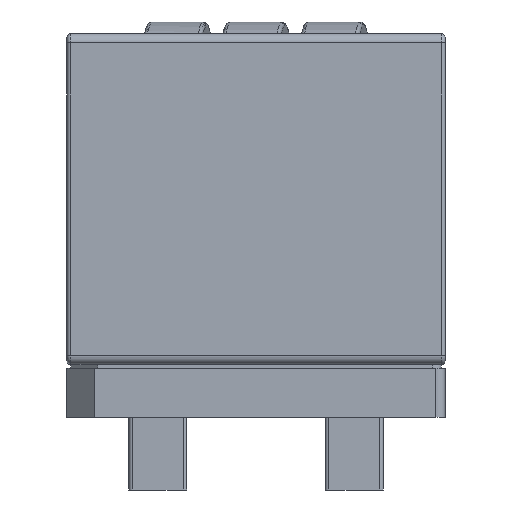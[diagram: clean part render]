
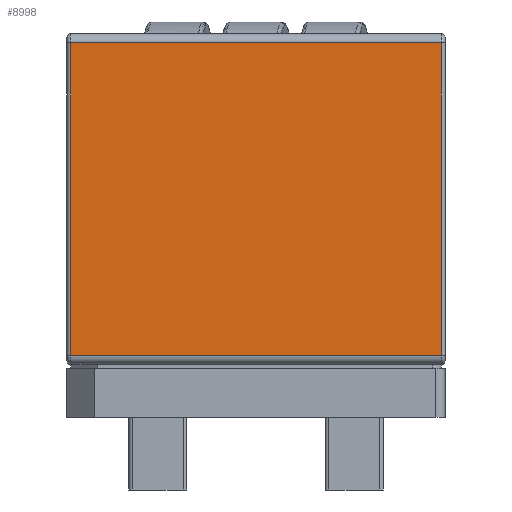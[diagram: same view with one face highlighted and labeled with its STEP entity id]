
A CAD part, left-side view. The second image highlights one B-rep face of the part: STEP entity #8998.
In plain terms, the highlighted planar face has unit normal (-1, 0, 0).
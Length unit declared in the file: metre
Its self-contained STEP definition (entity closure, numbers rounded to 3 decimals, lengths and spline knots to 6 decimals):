
#837=PLANE('',#9351);
#1077=LINE('',#11941,#1674);
#1360=LINE('',#14281,#1957);
#1361=LINE('',#14283,#1958);
#1362=LINE('',#14285,#1959);
#1674=VECTOR('',#9884,1.);
#1957=VECTOR('',#10489,1.);
#1958=VECTOR('',#10490,1.);
#1959=VECTOR('',#10491,1.);
#3317=ORIENTED_EDGE('',*,*,#4471,.F.);
#3318=ORIENTED_EDGE('',*,*,#4472,.T.);
#3319=ORIENTED_EDGE('',*,*,#4473,.T.);
#3320=ORIENTED_EDGE('',*,*,#4118,.T.);
#4118=EDGE_CURVE('',#4951,#4952,#1077,.T.);
#4471=EDGE_CURVE('',#5145,#4952,#1360,.T.);
#4472=EDGE_CURVE('',#5145,#5146,#1361,.T.);
#4473=EDGE_CURVE('',#5146,#4951,#1362,.T.);
#4951=VERTEX_POINT('',#11934);
#4952=VERTEX_POINT('',#11938);
#5145=VERTEX_POINT('',#14282);
#5146=VERTEX_POINT('',#14284);
#5696=EDGE_LOOP('',(#3317,#3318,#3319,#3320));
#6115=FACE_BOUND('',#5696,.T.);
#8998=ADVANCED_FACE('',(#6115),#837,.T.);
#9351=AXIS2_PLACEMENT_3D('',#14280,#10487,#10488);
#9884=DIRECTION('',(0.,0.,1.));
#10487=DIRECTION('',(-1.,0.,0.));
#10488=DIRECTION('',(0.,0.,1.));
#10489=DIRECTION('',(0.,-1.,0.));
#10490=DIRECTION('',(0.,0.,-1.));
#10491=DIRECTION('',(0.,-1.,0.));
#11934=CARTESIAN_POINT('',(-0.0125,-0.0102,0.00205));
#11938=CARTESIAN_POINT('',(-0.0125,-0.0102,0.01925));
#11941=CARTESIAN_POINT('',(-0.0125,-0.0102,0.01925));
#14280=CARTESIAN_POINT('',(-0.0125,0.0104,0.01975));
#14281=CARTESIAN_POINT('',(-0.0125,0.0104,0.01925));
#14282=CARTESIAN_POINT('',(-0.0125,0.0102,0.01925));
#14283=CARTESIAN_POINT('',(-0.0125,0.0102,0.00205));
#14284=CARTESIAN_POINT('',(-0.0125,0.0102,0.00205));
#14285=CARTESIAN_POINT('',(-0.0125,0.0104,0.00205));
